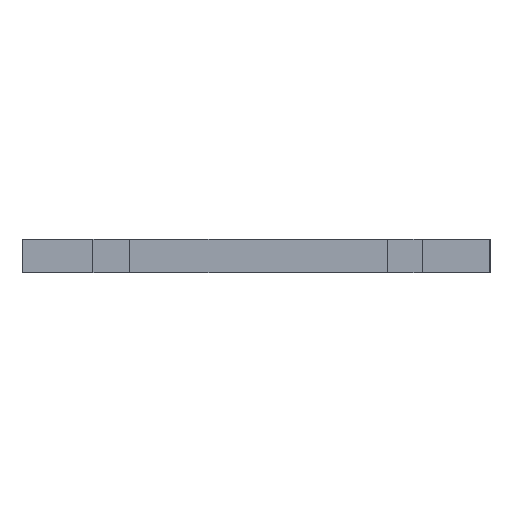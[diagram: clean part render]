
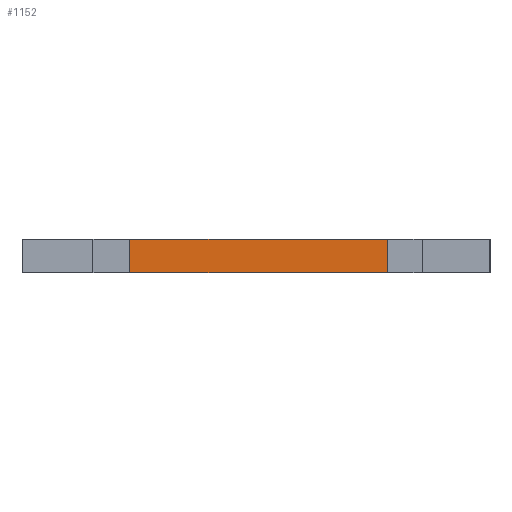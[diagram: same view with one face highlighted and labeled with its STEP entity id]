
A CAD part, left-side view. The second image highlights one B-rep face of the part: STEP entity #1152.
In plain terms, the highlighted planar face has unit normal (-1, 0, 0).
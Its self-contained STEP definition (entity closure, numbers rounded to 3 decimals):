
#83 = PLANE('',#84);
#84 = AXIS2_PLACEMENT_3D('',#85,#86,#87);
#85 = CARTESIAN_POINT('',(145.22,-105.025,1.6));
#86 = DIRECTION('',(-0.,-0.,-1.));
#87 = DIRECTION('',(-1.,0.,0.));
#137 = PLANE('',#138);
#138 = AXIS2_PLACEMENT_3D('',#139,#140,#141);
#139 = CARTESIAN_POINT('',(145.22,-105.025,0.));
#140 = DIRECTION('',(-0.,-0.,-1.));
#141 = DIRECTION('',(-1.,0.,0.));
#330 = VERTEX_POINT('',#331);
#331 = CARTESIAN_POINT('',(127.927,-111.354,0.));
#345 = PLANE('',#346);
#346 = AXIS2_PLACEMENT_3D('',#347,#348,#349);
#347 = CARTESIAN_POINT('',(136.563,-111.354,0.));
#348 = DIRECTION('',(0.,-1.,0.));
#349 = DIRECTION('',(-1.,0.,0.));
#357 = EDGE_CURVE('',#330,#358,#360,.T.);
#358 = VERTEX_POINT('',#359);
#359 = CARTESIAN_POINT('',(127.927,-98.908,0.));
#360 = SURFACE_CURVE('',#361,(#365,#372),.PCURVE_S1.);
#361 = LINE('',#362,#363);
#362 = CARTESIAN_POINT('',(127.927,-111.354,0.));
#363 = VECTOR('',#364,1.);
#364 = DIRECTION('',(0.,1.,0.));
#365 = PCURVE('',#137,#366);
#366 = DEFINITIONAL_REPRESENTATION('',(#367),#371);
#367 = LINE('',#368,#369);
#368 = CARTESIAN_POINT('',(17.293,-6.328));
#369 = VECTOR('',#370,1.);
#370 = DIRECTION('',(0.,1.));
#371 = ( GEOMETRIC_REPRESENTATION_CONTEXT(2) 
PARAMETRIC_REPRESENTATION_CONTEXT() REPRESENTATION_CONTEXT('2D SPACE',''
  ) );
#372 = PCURVE('',#373,#378);
#373 = PLANE('',#374);
#374 = AXIS2_PLACEMENT_3D('',#375,#376,#377);
#375 = CARTESIAN_POINT('',(127.927,-111.354,0.));
#376 = DIRECTION('',(-1.,0.,0.));
#377 = DIRECTION('',(0.,1.,0.));
#378 = DEFINITIONAL_REPRESENTATION('',(#379),#383);
#379 = LINE('',#380,#381);
#380 = CARTESIAN_POINT('',(0.,0.));
#381 = VECTOR('',#382,1.);
#382 = DIRECTION('',(1.,0.));
#383 = ( GEOMETRIC_REPRESENTATION_CONTEXT(2) 
PARAMETRIC_REPRESENTATION_CONTEXT() REPRESENTATION_CONTEXT('2D SPACE',''
  ) );
#401 = PLANE('',#402);
#402 = AXIS2_PLACEMENT_3D('',#403,#404,#405);
#403 = CARTESIAN_POINT('',(127.927,-98.908,0.));
#404 = DIRECTION('',(0.,1.,0.));
#405 = DIRECTION('',(1.,0.,0.));
#716 = VERTEX_POINT('',#717);
#717 = CARTESIAN_POINT('',(127.927,-111.354,1.6));
#738 = EDGE_CURVE('',#716,#739,#741,.T.);
#739 = VERTEX_POINT('',#740);
#740 = CARTESIAN_POINT('',(127.927,-98.908,1.6));
#741 = SURFACE_CURVE('',#742,(#746,#753),.PCURVE_S1.);
#742 = LINE('',#743,#744);
#743 = CARTESIAN_POINT('',(127.927,-111.354,1.6));
#744 = VECTOR('',#745,1.);
#745 = DIRECTION('',(0.,1.,0.));
#746 = PCURVE('',#83,#747);
#747 = DEFINITIONAL_REPRESENTATION('',(#748),#752);
#748 = LINE('',#749,#750);
#749 = CARTESIAN_POINT('',(17.293,-6.328));
#750 = VECTOR('',#751,1.);
#751 = DIRECTION('',(0.,1.));
#752 = ( GEOMETRIC_REPRESENTATION_CONTEXT(2) 
PARAMETRIC_REPRESENTATION_CONTEXT() REPRESENTATION_CONTEXT('2D SPACE',''
  ) );
#753 = PCURVE('',#373,#754);
#754 = DEFINITIONAL_REPRESENTATION('',(#755),#759);
#755 = LINE('',#756,#757);
#756 = CARTESIAN_POINT('',(0.,-1.6));
#757 = VECTOR('',#758,1.);
#758 = DIRECTION('',(1.,0.));
#759 = ( GEOMETRIC_REPRESENTATION_CONTEXT(2) 
PARAMETRIC_REPRESENTATION_CONTEXT() REPRESENTATION_CONTEXT('2D SPACE',''
  ) );
#1104 = EDGE_CURVE('',#330,#716,#1105,.T.);
#1105 = SURFACE_CURVE('',#1106,(#1110,#1117),.PCURVE_S1.);
#1106 = LINE('',#1107,#1108);
#1107 = CARTESIAN_POINT('',(127.927,-111.354,0.));
#1108 = VECTOR('',#1109,1.);
#1109 = DIRECTION('',(0.,0.,1.));
#1110 = PCURVE('',#345,#1111);
#1111 = DEFINITIONAL_REPRESENTATION('',(#1112),#1116);
#1112 = LINE('',#1113,#1114);
#1113 = CARTESIAN_POINT('',(8.636,0.));
#1114 = VECTOR('',#1115,1.);
#1115 = DIRECTION('',(0.,-1.));
#1116 = ( GEOMETRIC_REPRESENTATION_CONTEXT(2) 
PARAMETRIC_REPRESENTATION_CONTEXT() REPRESENTATION_CONTEXT('2D SPACE',''
  ) );
#1117 = PCURVE('',#373,#1118);
#1118 = DEFINITIONAL_REPRESENTATION('',(#1119),#1123);
#1119 = LINE('',#1120,#1121);
#1120 = CARTESIAN_POINT('',(0.,0.));
#1121 = VECTOR('',#1122,1.);
#1122 = DIRECTION('',(0.,-1.));
#1123 = ( GEOMETRIC_REPRESENTATION_CONTEXT(2) 
PARAMETRIC_REPRESENTATION_CONTEXT() REPRESENTATION_CONTEXT('2D SPACE',''
  ) );
#1152 = ADVANCED_FACE('',(#1153),#373,.T.);
#1153 = FACE_BOUND('',#1154,.T.);
#1154 = EDGE_LOOP('',(#1155,#1156,#1157,#1178));
#1155 = ORIENTED_EDGE('',*,*,#1104,.T.);
#1156 = ORIENTED_EDGE('',*,*,#738,.T.);
#1157 = ORIENTED_EDGE('',*,*,#1158,.F.);
#1158 = EDGE_CURVE('',#358,#739,#1159,.T.);
#1159 = SURFACE_CURVE('',#1160,(#1164,#1171),.PCURVE_S1.);
#1160 = LINE('',#1161,#1162);
#1161 = CARTESIAN_POINT('',(127.927,-98.908,0.));
#1162 = VECTOR('',#1163,1.);
#1163 = DIRECTION('',(0.,0.,1.));
#1164 = PCURVE('',#373,#1165);
#1165 = DEFINITIONAL_REPRESENTATION('',(#1166),#1170);
#1166 = LINE('',#1167,#1168);
#1167 = CARTESIAN_POINT('',(12.446,0.));
#1168 = VECTOR('',#1169,1.);
#1169 = DIRECTION('',(0.,-1.));
#1170 = ( GEOMETRIC_REPRESENTATION_CONTEXT(2) 
PARAMETRIC_REPRESENTATION_CONTEXT() REPRESENTATION_CONTEXT('2D SPACE',''
  ) );
#1171 = PCURVE('',#401,#1172);
#1172 = DEFINITIONAL_REPRESENTATION('',(#1173),#1177);
#1173 = LINE('',#1174,#1175);
#1174 = CARTESIAN_POINT('',(0.,0.));
#1175 = VECTOR('',#1176,1.);
#1176 = DIRECTION('',(0.,-1.));
#1177 = ( GEOMETRIC_REPRESENTATION_CONTEXT(2) 
PARAMETRIC_REPRESENTATION_CONTEXT() REPRESENTATION_CONTEXT('2D SPACE',''
  ) );
#1178 = ORIENTED_EDGE('',*,*,#357,.F.);
